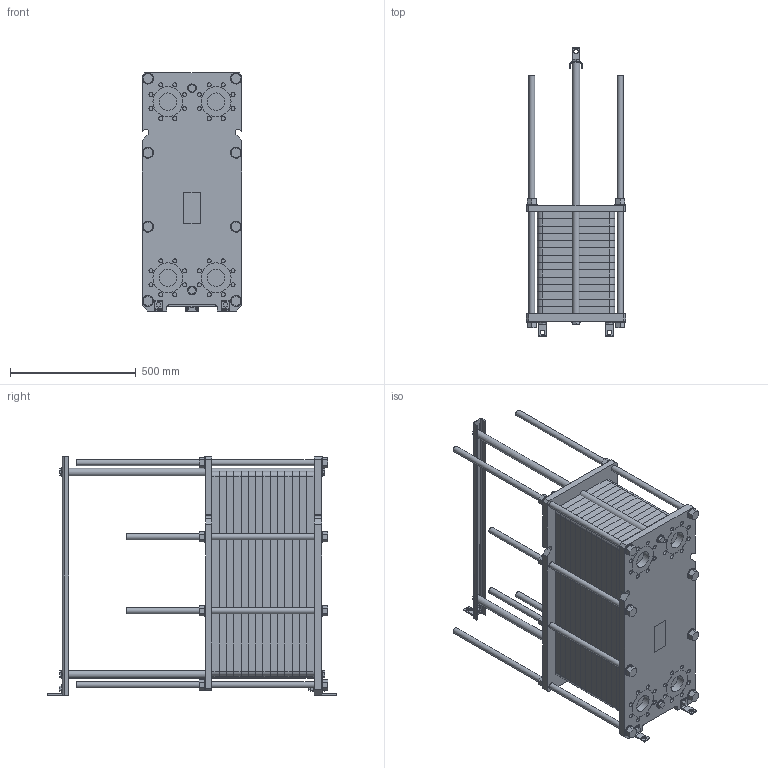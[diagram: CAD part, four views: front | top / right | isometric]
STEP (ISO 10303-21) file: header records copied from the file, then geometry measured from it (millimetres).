
FILE_DESCRIPTION(/* description */ (''),/* implementation_level */ '2;1');
FILE_NAME(/* name */ '3d_RLG-19-140-P16-8125800.stp',/* time_stamp */ '2020-07-27T08:31:22+02:00',/* author */ ('Andrzej'),/* organization */ (''),/* preprocessor_version */ 'ST-DEVELOPER v16.13',/* originating_system */ 'AutoCAD Mechanical',/* authorisation */ '');
FILE_SCHEMA (('AUTOMOTIVE_DESIGN { 1 0 10303 214 3 1 1 }'));
Length unit declared in the file: millimetre
Products named in the file (1): Product
Bounding box: 395 x 1150 x 946 mm (x, y, z)
Volume: 125892674 mm3; surface area: 10496045 mm2
Topology: 16 solids, 16 shells, 555 faces, 2506 edges, 3152 vertices
Faces by surface type: plane 383, cylinder 172
Full cylindrical faces by diameter (mm): 12 x3, 16 x32, 18 x3, 24 x19, 30 x4, 34 x4, 44 x16, 69 x4, 118.8 x4
Entity records: 25689 total; most frequent: CARTESIAN_POINT 6105, DIRECTION 4433, ORIENTED_EDGE 2574, LINE 1493, VECTOR 1493, AXIS2_PLACEMENT_3D 1470, EDGE_CURVE 1287, STYLED_ITEM 1136
